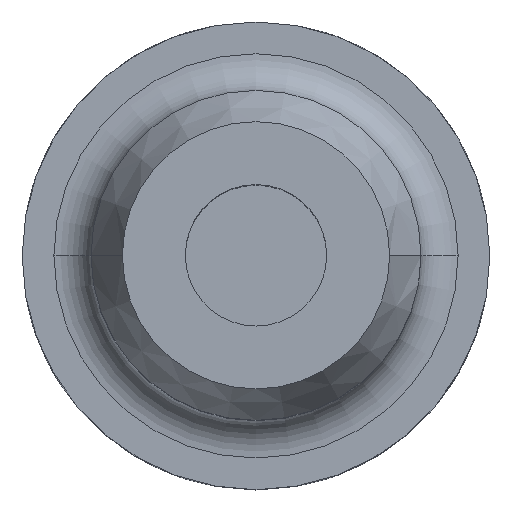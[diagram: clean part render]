
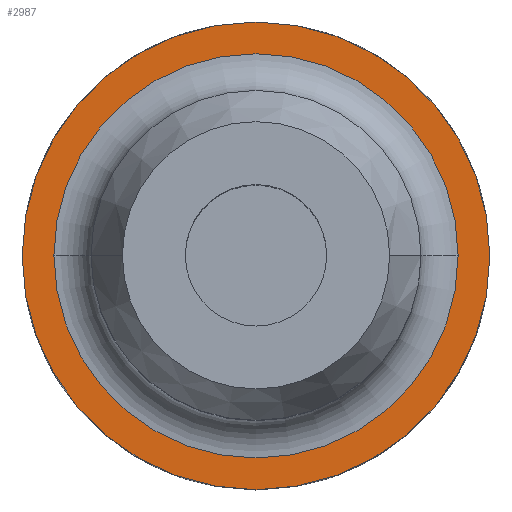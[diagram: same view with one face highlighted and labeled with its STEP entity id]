
A CAD part, top view. The second image highlights one B-rep face of the part: STEP entity #2987.
In plain terms, the highlighted planar face has unit normal (0, 0, 1).
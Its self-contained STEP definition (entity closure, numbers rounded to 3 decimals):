
#41 = FACE_BOUND ( 'NONE', #648, .T. ) ;
#223 = EDGE_CURVE ( 'NONE', #432, #3443, #1539, .T. ) ;
#341 = DIRECTION ( 'NONE',  ( 1., 0., 0. ) ) ;
#423 = CARTESIAN_POINT ( 'NONE',  ( 0., 0., 22. ) ) ;
#432 = VERTEX_POINT ( 'NONE', #2160 ) ;
#648 = EDGE_LOOP ( 'NONE', ( #2499, #957 ) ) ;
#688 = AXIS2_PLACEMENT_3D ( 'NONE', #423, #3025, #791 ) ;
#765 = AXIS2_PLACEMENT_3D ( 'NONE', #4813, #2571, #341 ) ;
#791 = DIRECTION ( 'NONE',  ( -1., 0., 0. ) ) ;
#893 = DIRECTION ( 'NONE',  ( 0., 0., 1. ) ) ;
#957 = ORIENTED_EDGE ( 'NONE', *, *, #2347, .F. ) ;
#1219 = PLANE ( 'NONE',  #4575 ) ;
#1368 = VERTEX_POINT ( 'NONE', #4823 ) ;
#1466 = ORIENTED_EDGE ( 'NONE', *, *, #1622, .T. ) ;
#1539 = CIRCLE ( 'NONE', #1835, 31.5 ) ;
#1583 = CARTESIAN_POINT ( 'NONE',  ( 0., 0., 22. ) ) ;
#1599 = DIRECTION ( 'NONE',  ( 0., 0., -1. ) ) ;
#1622 = EDGE_CURVE ( 'NONE', #3443, #432, #4087, .T. ) ;
#1680 = VERTEX_POINT ( 'NONE', #2976 ) ;
#1835 = AXIS2_PLACEMENT_3D ( 'NONE', #3740, #4446, #4044 ) ;
#2050 = EDGE_CURVE ( 'NONE', #1680, #1368, #3483, .T. ) ;
#2160 = CARTESIAN_POINT ( 'NONE',  ( -31.5, 0., 22. ) ) ;
#2347 = EDGE_CURVE ( 'NONE', #1368, #1680, #3128, .T. ) ;
#2455 = EDGE_LOOP ( 'NONE', ( #1466, #4825 ) ) ;
#2499 = ORIENTED_EDGE ( 'NONE', *, *, #2050, .F. ) ;
#2571 = DIRECTION ( 'NONE',  ( 0., 0., 1. ) ) ;
#2662 = FACE_OUTER_BOUND ( 'NONE', #2455, .T. ) ;
#2976 = CARTESIAN_POINT ( 'NONE',  ( -27.225, 0., 22. ) ) ;
#2987 = ADVANCED_FACE ( 'NONE', ( #41, #2662 ), #1219, .F. ) ;
#3025 = DIRECTION ( 'NONE',  ( 0., 0., 1. ) ) ;
#3063 = CARTESIAN_POINT ( 'NONE',  ( 31.5, 0., 22. ) ) ;
#3127 = CARTESIAN_POINT ( 'NONE',  ( 0., 0., 22. ) ) ;
#3128 = CIRCLE ( 'NONE', #4613, 27.225 ) ;
#3443 = VERTEX_POINT ( 'NONE', #3063 ) ;
#3483 = CIRCLE ( 'NONE', #688, 27.225 ) ;
#3512 = DIRECTION ( 'NONE',  ( -1., 0., 0. ) ) ;
#3740 = CARTESIAN_POINT ( 'NONE',  ( 0., 0., 22. ) ) ;
#4044 = DIRECTION ( 'NONE',  ( 1., 0., 0. ) ) ;
#4087 = CIRCLE ( 'NONE', #765, 31.5 ) ;
#4216 = DIRECTION ( 'NONE',  ( -1., 0., 0. ) ) ;
#4446 = DIRECTION ( 'NONE',  ( 0., 0., 1. ) ) ;
#4575 = AXIS2_PLACEMENT_3D ( 'NONE', #1583, #1599, #4216 ) ;
#4613 = AXIS2_PLACEMENT_3D ( 'NONE', #3127, #893, #3512 ) ;
#4813 = CARTESIAN_POINT ( 'NONE',  ( 0., 0., 22. ) ) ;
#4823 = CARTESIAN_POINT ( 'NONE',  ( 27.225, 0., 22. ) ) ;
#4825 = ORIENTED_EDGE ( 'NONE', *, *, #223, .T. ) ;
